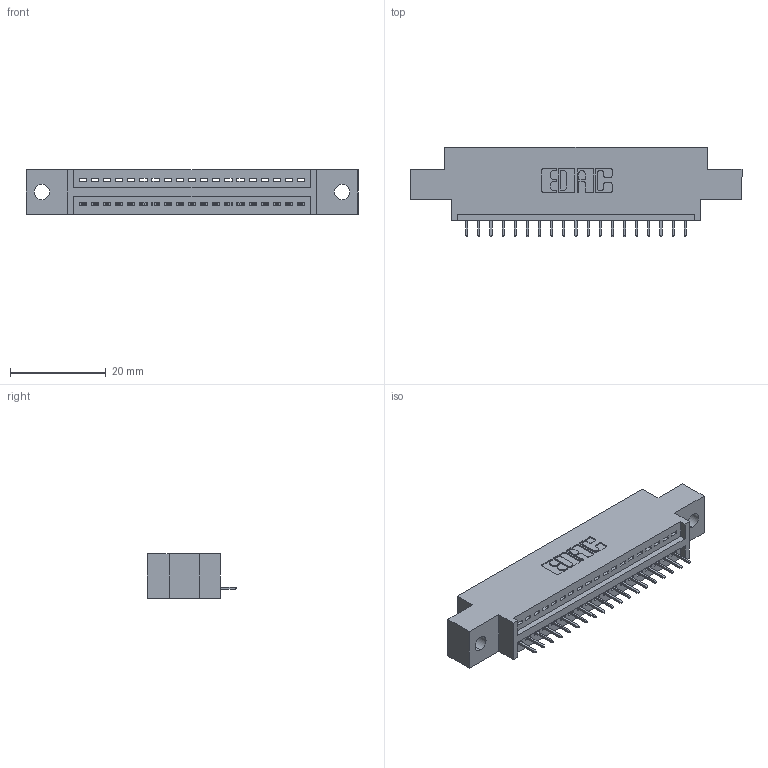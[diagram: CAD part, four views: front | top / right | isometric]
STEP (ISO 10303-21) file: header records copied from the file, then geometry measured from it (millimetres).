
FILE_DESCRIPTION (( 'STEP AP203' ), '1' );
FILE_NAME ('395-019-525-602.STEP', '2020-09-23T11:40:22', ( '' ), ( '' ), 'SwSTEP 2.0', 'SolidWorks 2020', '' );
FILE_SCHEMA (( 'CONFIG_CONTROL_DESIGN' ));
Length unit declared in the file: inch
Products named in the file (3): 395-019-525-602; 345-292-001_345-293-125; 345 Part_0.170 Offset - 0.128 Dia
Assembly tree (20 placements, depth 2):
  395-019-525-602
    345 Part_0.170 Offset - 0.128 Dia
    345-292-001_345-293-125  x19
Bounding box: 69.47 x 18.72 x 9.4 mm (x, y, z)
Volume: 6182.2 mm3; surface area: 7499.3 mm2
Topology: 20 solids, 20 shells, 1308 faces, 3773 edges, 2438 vertices
Faces by surface type: plane 958, cylinder 350
Entity records: 17605 total; most frequent: CARTESIAN_POINT 3057, ORIENTED_EDGE 3010, DIRECTION 2703, EDGE_CURVE 1505, LINE 1301, VECTOR 1301, VERTEX_POINT 998, AXIS2_PLACEMENT_3D 701
